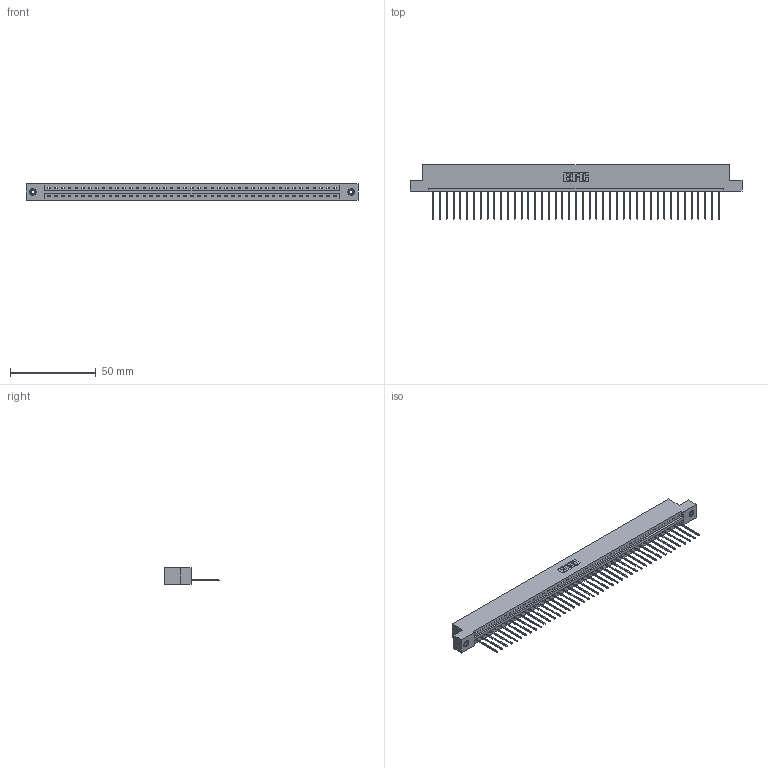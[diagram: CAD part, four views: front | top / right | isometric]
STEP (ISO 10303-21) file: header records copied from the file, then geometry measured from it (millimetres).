
FILE_DESCRIPTION (( 'STEP AP203' ), '1' );
FILE_NAME ('337-043-542-108.STEP', '2018-08-09T03:32:08', ( '' ), ( '' ), 'SwSTEP 2.0', 'SolidWorks 2016', '' );
FILE_SCHEMA (( 'CONFIG_CONTROL_DESIGN' ));
Length unit declared in the file: inch
Products named in the file (4): 337 Part_Flush Mounting Lugs - 0.156 Dia-TI; 345-292-001_345-293-142; 345-250-001_345-250-003-102; 337-043-542-108
Assembly tree (46 placements, depth 2):
  337-043-542-108
    337 Part_Flush Mounting Lugs - 0.156 Dia-TI
    345-292-001_345-293-142  x43
    345-250-001_345-250-003-102  x2
Bounding box: 193.4 x 31.63 x 9.4 mm (x, y, z)
Volume: 20201.9 mm3; surface area: 21540.2 mm2
Topology: 46 solids, 46 shells, 2840 faces, 8531 edges, 5622 vertices
Faces by surface type: plane 2080, cylinder 744, cone 12, torus 4
Entity records: 33038 total; most frequent: CARTESIAN_POINT 5734, ORIENTED_EDGE 5706, DIRECTION 4857, EDGE_CURVE 2853, VECTOR 2705, LINE 2705, VERTEX_POINT 1896, AXIS2_PLACEMENT_3D 1076
